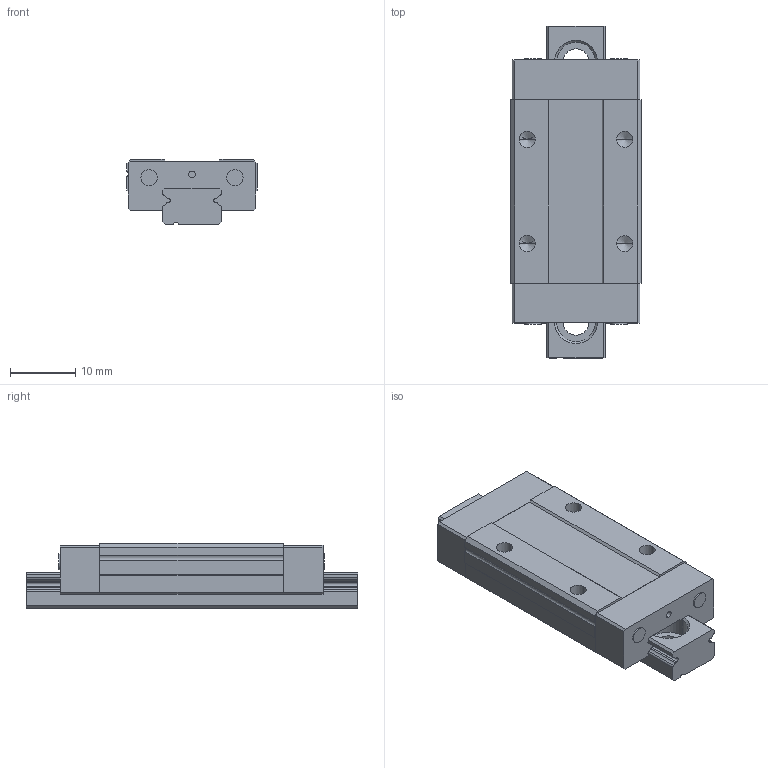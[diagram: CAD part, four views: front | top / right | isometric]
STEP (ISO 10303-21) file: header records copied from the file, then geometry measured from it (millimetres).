
FILE_DESCRIPTION (( 'STEP AP203' ), '1' );
FILE_NAME ('SBML 09.STEP', '2014-11-21T01:19:57', ( 'star' ), ( '' ), 'SwSTEP 2.0', 'SolidWorks 2013', '' );
FILE_SCHEMA (( 'CONFIG_CONTROL_DESIGN' ));
Length unit declared in the file: millimetre
Products named in the file (4): SBML 09_03; SBML 09_01; SBML 09; SBML 09_02
Assembly tree (4 placements, depth 2):
  SBML 09
    SBML 09_01
    SBML 09_02
    SBML 09_03  x2
Bounding box: 20 x 51 x 10 mm (x, y, z)
Volume: 6761.5 mm3; surface area: 5523.9 mm2
Topology: 4 solids, 4 shells, 236 faces, 642 edges, 406 vertices
Faces by surface type: cylinder 107, plane 99, cone 30
Entity records: 6170 total; most frequent: DIRECTION 1030, CARTESIAN_POINT 1019, ORIENTED_EDGE 964, EDGE_CURVE 482, AXIS2_PLACEMENT_3D 363, VERTEX_POINT 316, LINE 304, VECTOR 304
